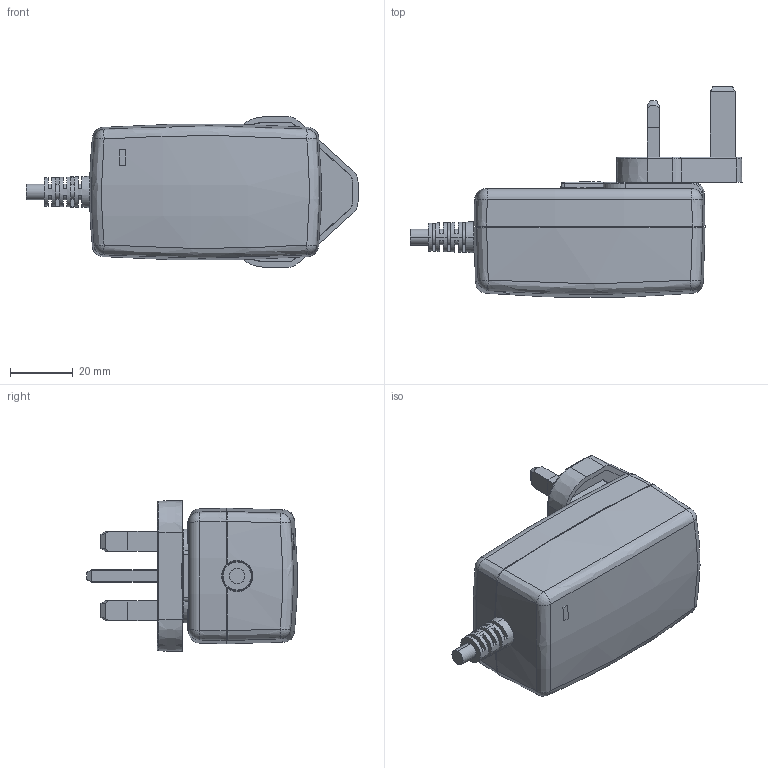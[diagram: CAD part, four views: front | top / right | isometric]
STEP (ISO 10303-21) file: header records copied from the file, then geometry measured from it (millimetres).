
FILE_DESCRIPTION((''),'2;1');
FILE_NAME('GT-41052_ASM','2022-01-18T15:38:05',('rd05'),(''),'CREO PARAMETRIC BY PTC INC, 2018050','CREO PARAMETRIC BY PTC INC, 2018050','');
FILE_SCHEMA(('CONFIG_CONTROL_DESIGN','GEOMETRIC_VALIDATION_PROPERTIES_MIM'));
Length unit declared in the file: millimetre
Products named in the file (21): BTM-CASE; 41052-PCB; TOP-CASE; LEFT-PIN; RIGHT-PIN; COVER; SLIDER_COVER_-150707; SPRING; LENS; YANC; HUI; LAJIT; CE; NEW-PIN-RIGHT; NEW-PIN-LEFT; Q-UK-PLASTIC; Q-UK-PIN-LEFT; Q-UK-RIGHT-PIN; Q-UK_ASM; SR02; GT-41052_ASM
Assembly tree (20 placements, depth 3):
  GT-41052_ASM
    BTM-CASE
    41052-PCB
    TOP-CASE
    LEFT-PIN
    RIGHT-PIN
    COVER
    SLIDER_COVER_-150707
    SPRING
    LENS
    YANC
    HUI
    LAJIT
    CE
    NEW-PIN-RIGHT
    NEW-PIN-LEFT
    Q-UK_ASM
      Q-UK-PLASTIC
      Q-UK-PIN-LEFT
      Q-UK-RIGHT-PIN
    SR02
Bounding box: 106 x 67.36 x 48 mm (x, y, z)
Volume: 42636.9 mm3; surface area: 47520.9 mm2
Topology: 14 solids, 15 shells, 1601 faces, 4000 edges, 2489 vertices
Faces by surface type: plane 1090, cylinder 293, cone 105, bspline 63, sphere 24, torus 20, extrusion 6
Entity records: 65407 total; most frequent: CARTESIAN_POINT 14925, ORIENTED_EDGE 7996, DIRECTION 7683, EDGE_CURVE 4000, PRESENTATION_STYLE_ASSIGNMENT 3818, STYLED_ITEM 3815, CURVE_STYLE 3802, VECTOR 2829
